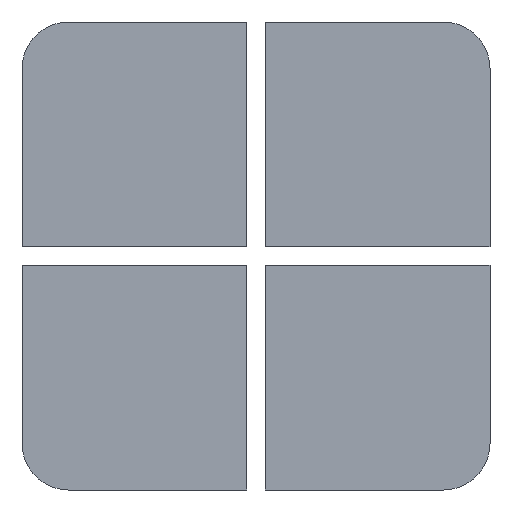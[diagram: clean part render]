
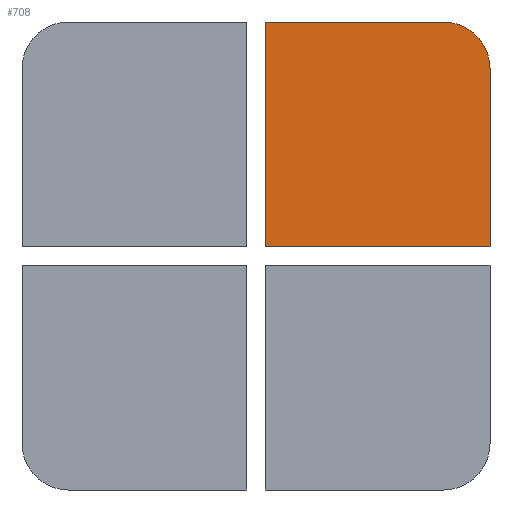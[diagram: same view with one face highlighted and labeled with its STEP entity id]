
A CAD part, front view. The second image highlights one B-rep face of the part: STEP entity #708.
In plain terms, the highlighted planar face has unit normal (0, -1, 0).
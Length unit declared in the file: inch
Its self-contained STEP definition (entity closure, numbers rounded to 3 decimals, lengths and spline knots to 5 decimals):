
#102=PLANE('',#761);
#131=FACE_OUTER_BOUND('',#175,.T.);
#175=EDGE_LOOP('',(#547,#548,#549,#550,#551));
#215=LINE('',#1032,#291);
#218=LINE('',#1038,#294);
#221=LINE('',#1044,#297);
#224=LINE('',#1049,#300);
#291=VECTOR('',#828,0.475);
#294=VECTOR('',#833,0.599);
#297=VECTOR('',#838,0.599);
#300=VECTOR('',#843,0.475);
#365=CIRCLE('',#754,0.124);
#378=VERTEX_POINT('',#1022);
#379=VERTEX_POINT('',#1023);
#382=VERTEX_POINT('',#1031);
#384=VERTEX_POINT('',#1037);
#386=VERTEX_POINT('',#1043);
#434=EDGE_CURVE('',#378,#379,#365,.T.);
#438=EDGE_CURVE('',#382,#378,#215,.T.);
#441=EDGE_CURVE('',#384,#382,#218,.T.);
#444=EDGE_CURVE('',#386,#384,#221,.T.);
#447=EDGE_CURVE('',#379,#386,#224,.T.);
#547=ORIENTED_EDGE('',*,*,#447,.F.);
#548=ORIENTED_EDGE('',*,*,#434,.F.);
#549=ORIENTED_EDGE('',*,*,#438,.F.);
#550=ORIENTED_EDGE('',*,*,#441,.F.);
#551=ORIENTED_EDGE('',*,*,#444,.F.);
#708=ADVANCED_FACE('',(#131),#102,.F.);
#754=AXIS2_PLACEMENT_3D('',#1024,#820,#821);
#761=AXIS2_PLACEMENT_3D('',#1052,#847,#848);
#820=DIRECTION('center_axis',(0.,1.,0.));
#821=DIRECTION('ref_axis',(0.,0.,1.));
#828=DIRECTION('',(1.,0.,0.));
#833=DIRECTION('',(0.,0.,1.));
#838=DIRECTION('',(-1.,0.,0.));
#843=DIRECTION('',(0.,0.,-1.));
#847=DIRECTION('center_axis',(0.,1.,0.));
#848=DIRECTION('ref_axis',(0.,0.,1.));
#1022=CARTESIAN_POINT('',(0.5,0.45,0.624));
#1023=CARTESIAN_POINT('',(0.624,0.45,0.5));
#1024=CARTESIAN_POINT('Origin',(0.5,0.45,0.5));
#1031=CARTESIAN_POINT('',(0.025,0.45,0.624));
#1032=CARTESIAN_POINT('',(0.0135,0.45,0.624));
#1037=CARTESIAN_POINT('',(0.025,0.45,0.025));
#1038=CARTESIAN_POINT('',(0.025,0.45,0.0135));
#1043=CARTESIAN_POINT('',(0.624,0.45,0.025));
#1044=CARTESIAN_POINT('',(0.624,0.45,0.025));
#1049=CARTESIAN_POINT('',(0.624,0.45,0.5));
#1052=CARTESIAN_POINT('Origin',(0.31168,0.45,0.31168));
